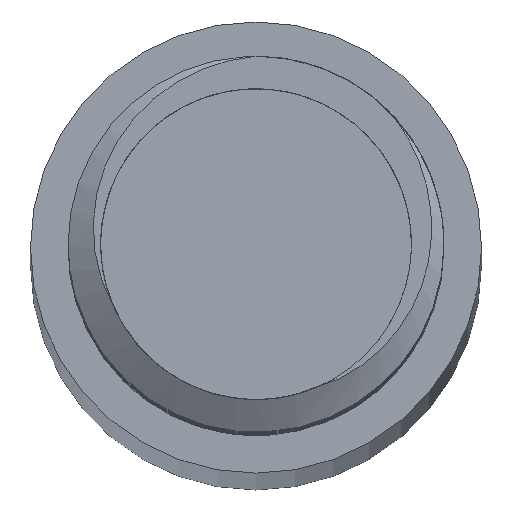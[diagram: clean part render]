
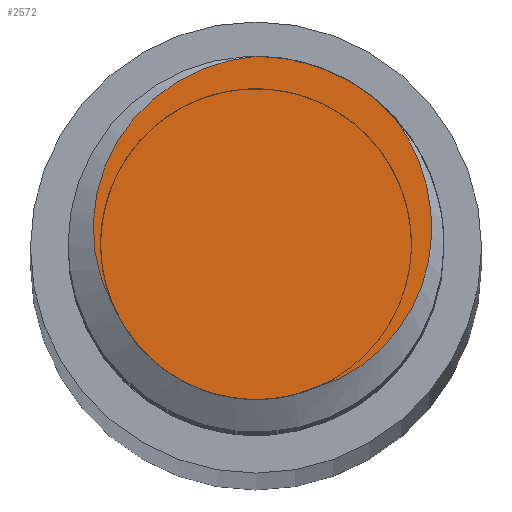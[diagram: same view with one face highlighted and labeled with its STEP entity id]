
A CAD part, top view. The second image highlights one B-rep face of the part: STEP entity #2572.
In plain terms, the highlighted planar face has unit normal (0, 0, 1).
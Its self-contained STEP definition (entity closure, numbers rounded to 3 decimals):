
#97 = CARTESIAN_POINT ( 'NONE',  ( 0., 0., 155. ) ) ;
#195 = EDGE_LOOP ( 'NONE', ( #1988, #1780, #1912, #2266 ) ) ;
#221 = CARTESIAN_POINT ( 'NONE',  ( -0.189, 2.484, 155. ) ) ;
#244 = CARTESIAN_POINT ( 'NONE',  ( -0.901, 2.25, 155. ) ) ;
#271 = CARTESIAN_POINT ( 'NONE',  ( -1.806, -1.042, 155. ) ) ;
#280 = CARTESIAN_POINT ( 'NONE',  ( 2.153, -0.703, 155. ) ) ;
#299 = CARTESIAN_POINT ( 'NONE',  ( -1.041, -1.806, 155. ) ) ;
#674 = DIRECTION ( 'NONE',  ( 1., 0., 0. ) ) ;
#805 = CARTESIAN_POINT ( 'NONE',  ( 1.768, 1.768, 155. ) ) ;
#807 = CARTESIAN_POINT ( 'NONE',  ( -2.153, -0.079, 155. ) ) ;
#833 = CARTESIAN_POINT ( 'NONE',  ( -0.372, 2.447, 155. ) ) ;
#866 = CARTESIAN_POINT ( 'NONE',  ( 2.314, -0.161, 155. ) ) ;
#885 = CARTESIAN_POINT ( 'NONE',  ( -0.268, -2.067, 155. ) ) ;
#987 = EDGE_CURVE ( 'NONE', #4919, #5956, #2062, .T. ) ;
#1395 = CARTESIAN_POINT ( 'NONE',  ( -2.156, 0.482, 155. ) ) ;
#1426 = CARTESIAN_POINT ( 'NONE',  ( 0.791, -1.91, 155. ) ) ;
#1451 = CARTESIAN_POINT ( 'NONE',  ( 2.336, 0.402, 155. ) ) ;
#1474 = CARTESIAN_POINT ( 'NONE',  ( 0.54, -2.014, 155. ) ) ;
#1771 = VERTEX_POINT ( 'NONE', #7363 ) ;
#1780 = ORIENTED_EDGE ( 'NONE', *, *, #987, .T. ) ;
#1793 = FACE_OUTER_BOUND ( 'NONE', #195, .T. ) ;
#1912 = ORIENTED_EDGE ( 'NONE', *, *, #6015, .T. ) ;
#1967 = CARTESIAN_POINT ( 'NONE',  ( -2.019, 1.028, 155. ) ) ;
#1988 = ORIENTED_EDGE ( 'NONE', *, *, #4635, .T. ) ;
#1991 = CARTESIAN_POINT ( 'NONE',  ( 0.651, 2.436, 155. ) ) ;
#2027 = CARTESIAN_POINT ( 'NONE',  ( 2.227, 0.957, 155. ) ) ;
#2062 = B_SPLINE_CURVE_WITH_KNOTS ( 'NONE', 3,
 ( #6004, #221, #833, #4317, #244, #3732, #7161, #3150, #6577, #2558, #1967, #5447, #1395, #4866, #807, #4296, #3705, #7138 ),
 .UNSPECIFIED., .F., .F.,
 ( 4, 2, 2, 2, 2, 2, 2, 2, 4 ),
 ( 0., 0.001, 0.001, 0.002, 0.002, 0.003, 0.003, 0.004, 0.004 ),
 .UNSPECIFIED. ) ;
#2266 = ORIENTED_EDGE ( 'NONE', *, *, #3193, .T. ) ;
#2558 = CARTESIAN_POINT ( 'NONE',  ( -1.942, 1.203, 155. ) ) ;
#2572 = ADVANCED_FACE ( 'NONE', ( #1793 ), #4119, .T. ) ;
#2582 = CARTESIAN_POINT ( 'NONE',  ( 0., 2.5, 155. ) ) ;
#2591 = CARTESIAN_POINT ( 'NONE',  ( 1.143, -1.78, 155. ) ) ;
#2613 = CARTESIAN_POINT ( 'NONE',  ( 1.993, 1.468, 155. ) ) ;
#2620 = AXIS2_PLACEMENT_3D ( 'NONE', #97, #4164, #674 ) ;
#3150 = CARTESIAN_POINT ( 'NONE',  ( -1.633, 1.671, 155. ) ) ;
#3188 = CARTESIAN_POINT ( 'NONE',  ( 1.608, -1.46, 155. ) ) ;
#3193 = EDGE_CURVE ( 'NONE', #7243, #1771, #5653, .T. ) ;
#3215 = CARTESIAN_POINT ( 'NONE',  ( 1.768, 1.768, 155. ) ) ;
#3594 = CARTESIAN_POINT ( 'NONE',  ( 0.791, -1.91, 155. ) ) ;
#3705 = CARTESIAN_POINT ( 'NONE',  ( -2.001, -0.625, 155. ) ) ;
#3732 = CARTESIAN_POINT ( 'NONE',  ( -1.219, 2.054, 155. ) ) ;
#3764 = CARTESIAN_POINT ( 'NONE',  ( 1.975, -1.031, 155. ) ) ;
#3781 = CARTESIAN_POINT ( 'NONE',  ( -1.273, -1.651, 155. ) ) ;
#4119 = PLANE ( 'NONE',  #2620 ) ;
#4164 = DIRECTION ( 'NONE',  ( 0., 0., 1. ) ) ;
#4296 = CARTESIAN_POINT ( 'NONE',  ( -2.068, -0.448, 155. ) ) ;
#4316 = CARTESIAN_POINT ( 'NONE',  ( 1.534, 2.002, 155. ) ) ;
#4317 = CARTESIAN_POINT ( 'NONE',  ( -0.727, 2.33, 155. ) ) ;
#4345 = CARTESIAN_POINT ( 'NONE',  ( 2.223, -0.527, 155. ) ) ;
#4368 = CARTESIAN_POINT ( 'NONE',  ( -0.54, -2.013, 155. ) ) ;
#4635 = EDGE_CURVE ( 'NONE', #1771, #4919, #5080, .T. ) ;
#4866 = CARTESIAN_POINT ( 'NONE',  ( -2.169, 0.107, 155. ) ) ;
#4902 = CARTESIAN_POINT ( 'NONE',  ( 0.973, -1.857, 155. ) ) ;
#4919 = VERTEX_POINT ( 'NONE', #5657 ) ;
#4929 = CARTESIAN_POINT ( 'NONE',  ( 2.336, 0.028, 155. ) ) ;
#4947 = CARTESIAN_POINT ( 'NONE',  ( 0.269, -2.067, 155. ) ) ;
#5080 = B_SPLINE_CURVE_WITH_KNOTS ( 'NONE', 3,
 ( #805, #4316, #5472, #1991, #6024, #2582 ),
 .UNSPECIFIED., .F., .F.,
 ( 4, 2, 4 ),
 ( 0.125, 0.188, 0.25 ),
 .UNSPECIFIED. ) ;
#5447 = CARTESIAN_POINT ( 'NONE',  ( -2.125, 0.67, 155. ) ) ;
#5472 = CARTESIAN_POINT ( 'NONE',  ( 1.263, 2.183, 155. ) ) ;
#5499 = CARTESIAN_POINT ( 'NONE',  ( 2.315, 0.59, 155. ) ) ;
#5520 = CARTESIAN_POINT ( 'NONE',  ( 0.791, -1.91, 155. ) ) ;
#5653 = B_SPLINE_CURVE_WITH_KNOTS ( 'NONE', 3,
 ( #1426, #4902, #2591, #6612, #3188, #7195, #3764, #280, #4345, #866, #4929, #1451, #5499, #2027, #6064, #2613, #6633, #3215 ),
 .UNSPECIFIED., .F., .F.,
 ( 4, 2, 2, 2, 2, 2, 2, 2, 4 ),
 ( 0., 0.001, 0.001, 0.002, 0.002, 0.003, 0.003, 0.004, 0.004 ),
 .UNSPECIFIED. ) ;
#5657 = CARTESIAN_POINT ( 'NONE',  ( 0., 2.5, 155. ) ) ;
#5956 = VERTEX_POINT ( 'NONE', #6026 ) ;
#6004 = CARTESIAN_POINT ( 'NONE',  ( 0., 2.5, 155. ) ) ;
#6015 = EDGE_CURVE ( 'NONE', #5956, #7243, #6076, .T. ) ;
#6024 = CARTESIAN_POINT ( 'NONE',  ( 0.331, 2.5, 155. ) ) ;
#6026 = CARTESIAN_POINT ( 'NONE',  ( -1.91, -0.791, 155. ) ) ;
#6055 = CARTESIAN_POINT ( 'NONE',  ( -1.91, -0.791, 155. ) ) ;
#6064 = CARTESIAN_POINT ( 'NONE',  ( 2.161, 1.135, 155. ) ) ;
#6076 = B_SPLINE_CURVE_WITH_KNOTS ( 'NONE', 3,
 ( #6055, #271, #7217, #3781, #299, #4368, #885, #4947, #1474, #5520 ),
 .UNSPECIFIED., .F., .F.,
 ( 4, 2, 2, 2, 4 ),
 ( 0., 0.001, 0.002, 0.002, 0.003 ),
 .UNSPECIFIED. ) ;
#6577 = CARTESIAN_POINT ( 'NONE',  ( -1.749, 1.524, 155. ) ) ;
#6612 = CARTESIAN_POINT ( 'NONE',  ( 1.462, -1.582, 155. ) ) ;
#6633 = CARTESIAN_POINT ( 'NONE',  ( 1.89, 1.623, 155. ) ) ;
#7138 = CARTESIAN_POINT ( 'NONE',  ( -1.91, -0.791, 155. ) ) ;
#7161 = CARTESIAN_POINT ( 'NONE',  ( -1.367, 1.937, 155. ) ) ;
#7195 = CARTESIAN_POINT ( 'NONE',  ( 1.863, -1.186, 155. ) ) ;
#7217 = CARTESIAN_POINT ( 'NONE',  ( -1.652, -1.271, 155. ) ) ;
#7243 = VERTEX_POINT ( 'NONE', #3594 ) ;
#7363 = CARTESIAN_POINT ( 'NONE',  ( 1.768, 1.768, 155. ) ) ;
